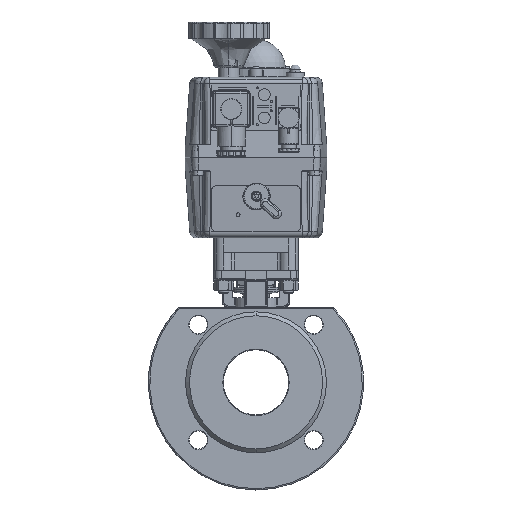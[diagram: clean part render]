
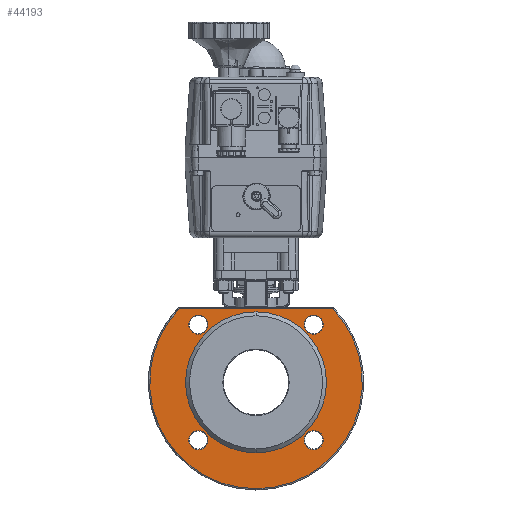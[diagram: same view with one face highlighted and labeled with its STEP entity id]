
A CAD part, left-side view. The second image highlights one B-rep face of the part: STEP entity #44193.
In plain terms, the highlighted planar face has unit normal (-1, 0, 0).
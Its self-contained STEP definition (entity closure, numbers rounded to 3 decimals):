
#22828=CARTESIAN_POINT('',(-37.,-44.194,51.535));
#22829=VERTEX_POINT('',#22828);
#22838=CARTESIAN_POINT('',(-37.,-36.853,44.194));
#22839=VERTEX_POINT('',#22838);
#22840=CARTESIAN_POINT('',(-37.,-44.194,44.194));
#22841=DIRECTION('',(1.,-0.,-0.));
#22842=DIRECTION('',(0.,0.,1.));
#22843=AXIS2_PLACEMENT_3D('',#22840,#22841,#22842);
#22844=CIRCLE('',#22843,7.341);
#22845=EDGE_CURVE('',#22839,#22829,#22844,.T.);
#22872=CARTESIAN_POINT('',(-37.,-51.535,44.194));
#22873=VERTEX_POINT('',#22872);
#22888=CARTESIAN_POINT('',(-37.,-44.194,44.194));
#22889=DIRECTION('',(1.,-0.,-0.));
#22890=DIRECTION('',(0.,0.,1.));
#22891=AXIS2_PLACEMENT_3D('',#22888,#22889,#22890);
#22892=CIRCLE('',#22891,7.341);
#22893=EDGE_CURVE('',#22873,#22839,#22892,.T.);
#22903=CARTESIAN_POINT('',(-37.,44.194,51.535));
#22904=VERTEX_POINT('',#22903);
#22913=CARTESIAN_POINT('',(-37.,51.535,44.194));
#22914=VERTEX_POINT('',#22913);
#22915=CARTESIAN_POINT('',(-37.,44.194,44.194));
#22916=DIRECTION('',(1.,-0.,-0.));
#22917=DIRECTION('',(0.,0.,1.));
#22918=AXIS2_PLACEMENT_3D('',#22915,#22916,#22917);
#22919=CIRCLE('',#22918,7.341);
#22920=EDGE_CURVE('',#22914,#22904,#22919,.T.);
#22947=CARTESIAN_POINT('',(-37.,36.853,44.194));
#22948=VERTEX_POINT('',#22947);
#22963=CARTESIAN_POINT('',(-37.,44.194,44.194));
#22964=DIRECTION('',(1.,-0.,-0.));
#22965=DIRECTION('',(0.,0.,1.));
#22966=AXIS2_PLACEMENT_3D('',#22963,#22964,#22965);
#22967=CIRCLE('',#22966,7.341);
#22968=EDGE_CURVE('',#22948,#22914,#22967,.T.);
#23029=CARTESIAN_POINT('',(-37.,44.194,-36.853));
#23030=VERTEX_POINT('',#23029);
#23039=CARTESIAN_POINT('',(-37.,51.535,-44.194));
#23040=VERTEX_POINT('',#23039);
#23041=CARTESIAN_POINT('',(-37.,44.194,-44.194));
#23042=DIRECTION('',(1.,-0.,-0.));
#23043=DIRECTION('',(0.,0.,1.));
#23044=AXIS2_PLACEMENT_3D('',#23041,#23042,#23043);
#23045=CIRCLE('',#23044,7.341);
#23046=EDGE_CURVE('',#23040,#23030,#23045,.T.);
#23073=CARTESIAN_POINT('',(-37.,36.853,-44.194));
#23074=VERTEX_POINT('',#23073);
#23089=CARTESIAN_POINT('',(-37.,44.194,-44.194));
#23090=DIRECTION('',(1.,-0.,-0.));
#23091=DIRECTION('',(0.,0.,1.));
#23092=AXIS2_PLACEMENT_3D('',#23089,#23090,#23091);
#23093=CIRCLE('',#23092,7.341);
#23094=EDGE_CURVE('',#23074,#23040,#23093,.T.);
#23104=CARTESIAN_POINT('',(-37.,-44.194,-36.853));
#23105=VERTEX_POINT('',#23104);
#23114=CARTESIAN_POINT('',(-37.,-36.853,-44.194));
#23115=VERTEX_POINT('',#23114);
#23116=CARTESIAN_POINT('',(-37.,-44.194,-44.194));
#23117=DIRECTION('',(1.,-0.,-0.));
#23118=DIRECTION('',(0.,0.,1.));
#23119=AXIS2_PLACEMENT_3D('',#23116,#23117,#23118);
#23120=CIRCLE('',#23119,7.341);
#23121=EDGE_CURVE('',#23115,#23105,#23120,.T.);
#23148=CARTESIAN_POINT('',(-37.,-51.535,-44.194));
#23149=VERTEX_POINT('',#23148);
#23164=CARTESIAN_POINT('',(-37.,-44.194,-44.194));
#23165=DIRECTION('',(1.,-0.,-0.));
#23166=DIRECTION('',(0.,0.,1.));
#23167=AXIS2_PLACEMENT_3D('',#23164,#23165,#23166);
#23168=CIRCLE('',#23167,7.341);
#23169=EDGE_CURVE('',#23149,#23115,#23168,.T.);
#43470=CARTESIAN_POINT('',(-37.,0.211,-81.5));
#43471=VERTEX_POINT('',#43470);
#43479=CARTESIAN_POINT('',(-37.,58.737,56.5));
#43480=VERTEX_POINT('',#43479);
#43481=CARTESIAN_POINT('',(-37.,0.,0.));
#43482=DIRECTION('',(1.,0.,0.));
#43483=DIRECTION('',(0.,0.003,-1.));
#43484=AXIS2_PLACEMENT_3D('',#43481,#43482,#43483);
#43485=CIRCLE('',#43484,81.5);
#43486=EDGE_CURVE('',#43471,#43480,#43485,.T.);
#43552=CARTESIAN_POINT('',(-37.,0.,54.));
#43553=VERTEX_POINT('',#43552);
#43569=CARTESIAN_POINT('',(-37.,0.,-54.));
#43570=VERTEX_POINT('',#43569);
#43577=CARTESIAN_POINT('',(-37.,0.,0.));
#43578=DIRECTION('',(1.,0.,-0.));
#43579=DIRECTION('',(0.,0.,1.));
#43580=AXIS2_PLACEMENT_3D('',#43577,#43578,#43579);
#43581=CIRCLE('',#43580,54.);
#43582=EDGE_CURVE('',#43553,#43570,#43581,.T.);
#44041=CARTESIAN_POINT('',(-37.,0.,0.));
#44042=DIRECTION('',(1.,0.,-0.));
#44043=DIRECTION('',(0.,0.,1.));
#44044=AXIS2_PLACEMENT_3D('',#44041,#44042,#44043);
#44045=CIRCLE('',#44044,54.);
#44046=EDGE_CURVE('',#43570,#43553,#44045,.T.);
#44076=CARTESIAN_POINT('',(-37.,-58.737,56.5));
#44077=VERTEX_POINT('',#44076);
#44120=CARTESIAN_POINT('',(-37.,0.,0.));
#44121=DIRECTION('',(1.,0.,0.));
#44122=DIRECTION('',(0.,0.003,-1.));
#44123=AXIS2_PLACEMENT_3D('',#44120,#44121,#44122);
#44124=CIRCLE('',#44123,81.5);
#44125=EDGE_CURVE('',#44077,#43471,#44124,.T.);
#44130=CARTESIAN_POINT('',(-37.,0.,68.25));
#44131=DIRECTION('',(-1.,0.,0.));
#44132=DIRECTION('',(0.,-1.,0.));
#44133=AXIS2_PLACEMENT_3D('',#44130,#44131,#44132);
#44134=PLANE('',#44133);
#44135=ORIENTED_EDGE('',*,*,#23169,.T.);
#44136=ORIENTED_EDGE('',*,*,#23121,.T.);
#44137=CARTESIAN_POINT('',(-37.,-44.194,-44.194));
#44138=DIRECTION('',(1.,-0.,-0.));
#44139=DIRECTION('',(0.,0.,1.));
#44140=AXIS2_PLACEMENT_3D('',#44137,#44138,#44139);
#44141=CIRCLE('',#44140,7.341);
#44142=EDGE_CURVE('',#23105,#23149,#44141,.T.);
#44143=ORIENTED_EDGE('',*,*,#44142,.T.);
#44144=EDGE_LOOP('',(#44135,#44136,#44143));
#44145=FACE_BOUND('',#44144,.T.);
#44146=ORIENTED_EDGE('',*,*,#23094,.T.);
#44147=ORIENTED_EDGE('',*,*,#23046,.T.);
#44148=CARTESIAN_POINT('',(-37.,44.194,-44.194));
#44149=DIRECTION('',(1.,-0.,-0.));
#44150=DIRECTION('',(0.,0.,1.));
#44151=AXIS2_PLACEMENT_3D('',#44148,#44149,#44150);
#44152=CIRCLE('',#44151,7.341);
#44153=EDGE_CURVE('',#23030,#23074,#44152,.T.);
#44154=ORIENTED_EDGE('',*,*,#44153,.T.);
#44155=EDGE_LOOP('',(#44146,#44147,#44154));
#44156=FACE_BOUND('',#44155,.T.);
#44157=ORIENTED_EDGE('',*,*,#22893,.T.);
#44158=ORIENTED_EDGE('',*,*,#22845,.T.);
#44159=CARTESIAN_POINT('',(-37.,-44.194,44.194));
#44160=DIRECTION('',(1.,-0.,-0.));
#44161=DIRECTION('',(0.,0.,1.));
#44162=AXIS2_PLACEMENT_3D('',#44159,#44160,#44161);
#44163=CIRCLE('',#44162,7.341);
#44164=EDGE_CURVE('',#22829,#22873,#44163,.T.);
#44165=ORIENTED_EDGE('',*,*,#44164,.T.);
#44166=EDGE_LOOP('',(#44157,#44158,#44165));
#44167=FACE_BOUND('',#44166,.T.);
#44168=ORIENTED_EDGE('',*,*,#22968,.T.);
#44169=ORIENTED_EDGE('',*,*,#22920,.T.);
#44170=CARTESIAN_POINT('',(-37.,44.194,44.194));
#44171=DIRECTION('',(1.,-0.,-0.));
#44172=DIRECTION('',(0.,0.,1.));
#44173=AXIS2_PLACEMENT_3D('',#44170,#44171,#44172);
#44174=CIRCLE('',#44173,7.341);
#44175=EDGE_CURVE('',#22904,#22948,#44174,.T.);
#44176=ORIENTED_EDGE('',*,*,#44175,.T.);
#44177=EDGE_LOOP('',(#44168,#44169,#44176));
#44178=FACE_BOUND('',#44177,.T.);
#44179=CARTESIAN_POINT('',(-37.,58.737,56.5));
#44180=DIRECTION('',(0.,-1.,0.));
#44181=VECTOR('',#44180,117.473);
#44182=LINE('',#44179,#44181);
#44183=EDGE_CURVE('',#43480,#44077,#44182,.T.);
#44184=ORIENTED_EDGE('',*,*,#44183,.F.);
#44185=ORIENTED_EDGE('',*,*,#43486,.F.);
#44186=ORIENTED_EDGE('',*,*,#44125,.F.);
#44187=EDGE_LOOP('',(#44184,#44185,#44186));
#44188=FACE_BOUND('',#44187,.T.);
#44189=ORIENTED_EDGE('',*,*,#44046,.T.);
#44190=ORIENTED_EDGE('',*,*,#43582,.T.);
#44191=EDGE_LOOP('',(#44189,#44190));
#44192=FACE_BOUND('',#44191,.T.);
#44193=ADVANCED_FACE('',(#44145,#44156,#44167,#44178,#44188,#44192),#44134,.T.);
